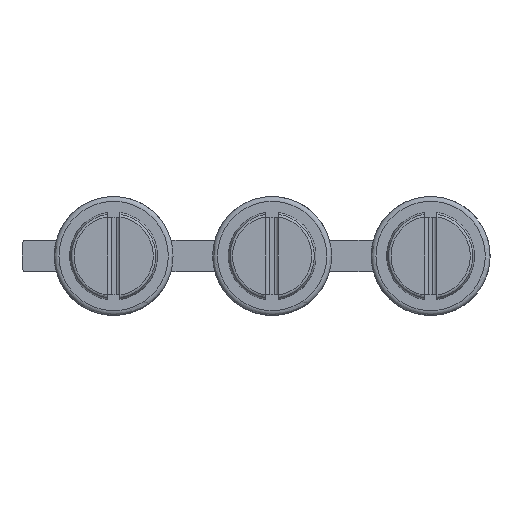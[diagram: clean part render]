
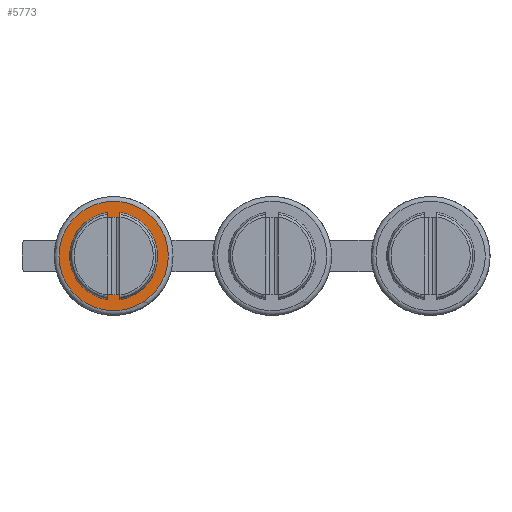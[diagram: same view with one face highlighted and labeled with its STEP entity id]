
A CAD part, left-side view. The second image highlights one B-rep face of the part: STEP entity #5773.
In plain terms, the highlighted planar face has unit normal (-1, 0, 0).
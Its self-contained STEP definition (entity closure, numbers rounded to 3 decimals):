
#16=FACE_BOUND('',#1146,.T.);
#608=CIRCLE('',#6216,2.45);
#609=CIRCLE('',#6218,3.45);
#610=CIRCLE('',#6219,3.45);
#852=FACE_OUTER_BOUND('',#1145,.T.);
#1145=EDGE_LOOP('',(#4466,#4467));
#1146=EDGE_LOOP('',(#4468));
#2354=VERTEX_POINT('',#10210);
#2355=VERTEX_POINT('',#10214);
#2356=VERTEX_POINT('',#10215);
#3105=EDGE_CURVE('',#2354,#2354,#608,.T.);
#3106=EDGE_CURVE('',#2355,#2356,#609,.T.);
#3107=EDGE_CURVE('',#2356,#2355,#610,.T.);
#4466=ORIENTED_EDGE('',*,*,#3106,.T.);
#4467=ORIENTED_EDGE('',*,*,#3107,.T.);
#4468=ORIENTED_EDGE('',*,*,#3105,.T.);
#5253=PLANE('',#6221);
#5773=ADVANCED_FACE('',(#852,#16),#5253,.T.);
#6216=AXIS2_PLACEMENT_3D('',#10212,#7265,#7266);
#6218=AXIS2_PLACEMENT_3D('',#10216,#7269,#7270);
#6219=AXIS2_PLACEMENT_3D('',#10217,#7271,#7272);
#6221=AXIS2_PLACEMENT_3D('',#10219,#7275,#7276);
#7265=DIRECTION('center_axis',(1.,0.,0.));
#7266=DIRECTION('ref_axis',(0.,-1.,0.));
#7269=DIRECTION('center_axis',(-1.,0.,0.));
#7270=DIRECTION('ref_axis',(0.,0.,
1.));
#7271=DIRECTION('center_axis',(-1.,0.,0.));
#7272=DIRECTION('ref_axis',(0.,0.,
1.));
#7275=DIRECTION('center_axis',(-1.,0.,0.));
#7276=DIRECTION('ref_axis',(0.,0.,
1.));
#10210=CARTESIAN_POINT('',(45.077,41.714,3.75));
#10212=CARTESIAN_POINT('Origin',(45.077,39.264,3.75));
#10214=CARTESIAN_POINT('',(45.077,42.714,3.75));
#10215=CARTESIAN_POINT('',(45.077,39.264,0.3));
#10216=CARTESIAN_POINT('Origin',(45.077,39.264,3.75));
#10217=CARTESIAN_POINT('Origin',(45.077,39.264,3.75));
#10219=CARTESIAN_POINT('Origin',(45.077,39.264,3.75));
